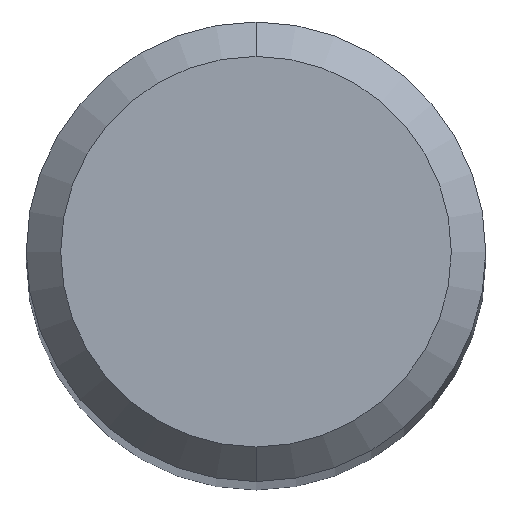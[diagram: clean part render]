
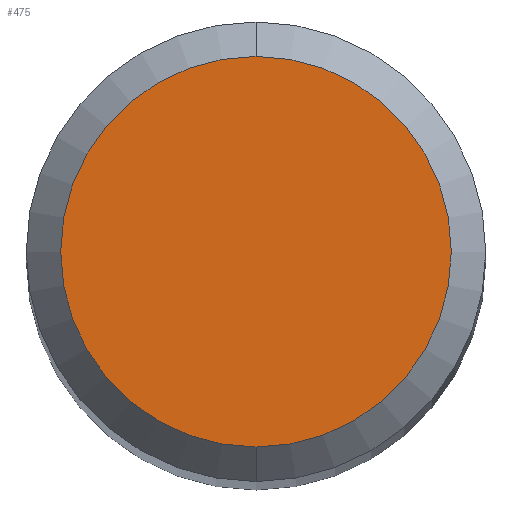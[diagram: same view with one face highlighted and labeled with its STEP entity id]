
A CAD part, top view. The second image highlights one B-rep face of the part: STEP entity #475.
In plain terms, the highlighted planar face has unit normal (0, 0, 1).
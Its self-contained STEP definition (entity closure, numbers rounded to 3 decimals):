
#447=EDGE_CURVE('',#473,#759,#1251,.T.);
#473=VERTEX_POINT('',#1280);
#475=ADVANCED_FACE('',(#1282),#1283,.T.);
#759=VERTEX_POINT('',#1597);
#803=EDGE_CURVE('',#759,#473,#1646,.T.);
#1251=CIRCLE('',#2119,1.7);
#1280=CARTESIAN_POINT('',(0.,-1.7,0.0));
#1282=FACE_OUTER_BOUND('',#2243,.T.);
#1283=PLANE('',#2244);
#1597=CARTESIAN_POINT('',(0.0,1.7,0.0));
#1646=CIRCLE('',#3791,1.7);
#2119=AXIS2_PLACEMENT_3D('',#5406,#5407,#5408);
#2243=EDGE_LOOP('',(#5445,#5446));
#2244=AXIS2_PLACEMENT_3D('',#5447,#5448,#5449);
#3791=AXIS2_PLACEMENT_3D('',#5864,#5865,#5866);
#5406=CARTESIAN_POINT('',(0.0,0.0,0.0));
#5407=DIRECTION('',(0.0,0.0,-1.0));
#5408=DIRECTION('',(0.0,1.0,0.0));
#5445=ORIENTED_EDGE('',*,*,#803,.F.);
#5446=ORIENTED_EDGE('',*,*,#447,.F.);
#5447=CARTESIAN_POINT('',(0.0,0.85,0.0));
#5448=DIRECTION('',(-0.0,0.0,1.0));
#5449=DIRECTION('',(0.0,-1.0,0.0));
#5864=CARTESIAN_POINT('',(0.0,0.0,0.0));
#5865=DIRECTION('',(0.0,0.0,-1.0));
#5866=DIRECTION('',(0.0,1.0,0.0));
